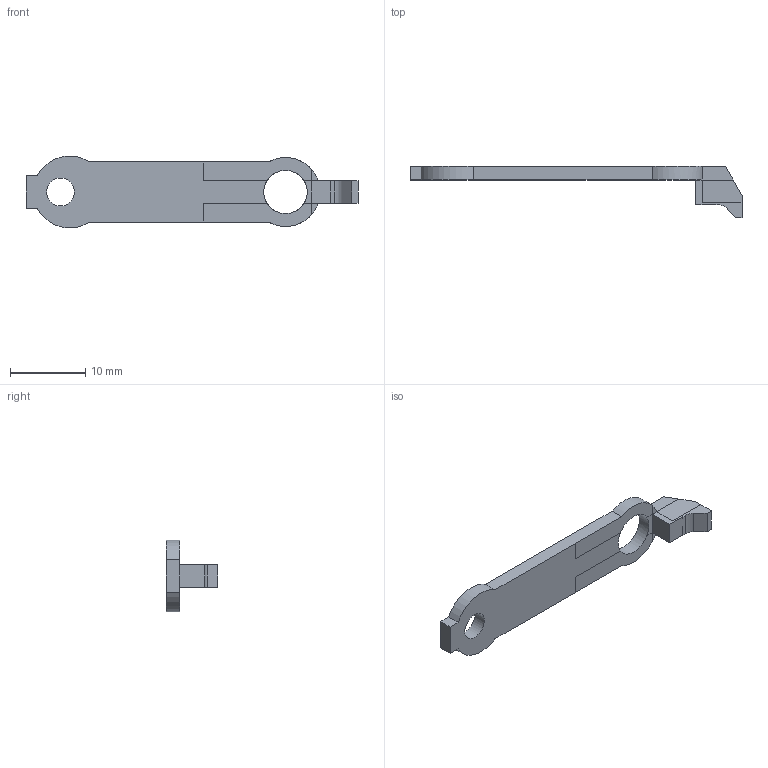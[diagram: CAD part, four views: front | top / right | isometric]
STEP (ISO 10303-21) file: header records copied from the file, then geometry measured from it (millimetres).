
FILE_DESCRIPTION(('FreeCAD Model'),'2;1');
FILE_NAME('Open CASCADE Shape Model','2025-06-01T17:55:35',(''),(''), 'Open CASCADE STEP processor 7.8','FreeCAD','Unknown');
FILE_SCHEMA(('AUTOMOTIVE_DESIGN { 1 0 10303 214 1 1 1 1 }'));
Length unit declared in the file: millimetre
Products named in the file (1): Pocket053032657
Bounding box: 44.27 x 6.8 x 9.57 mm (x, y, z)
Volume: 575.4 mm3; surface area: 871.5 mm2
Topology: 1 solids, 1 shells, 32 faces, 89 edges, 58 vertices
Faces by surface type: plane 25, cylinder 7
Full cylindrical faces by diameter (mm): 3.7 x1, 5.8 x1
Entity records: 1051 total; most frequent: CARTESIAN_POINT 180, ORIENTED_EDGE 178, DIRECTION 175, EDGE_CURVE 89, LINE 69, VECTOR 69, VERTEX_POINT 58, AXIS2_PLACEMENT_3D 53
